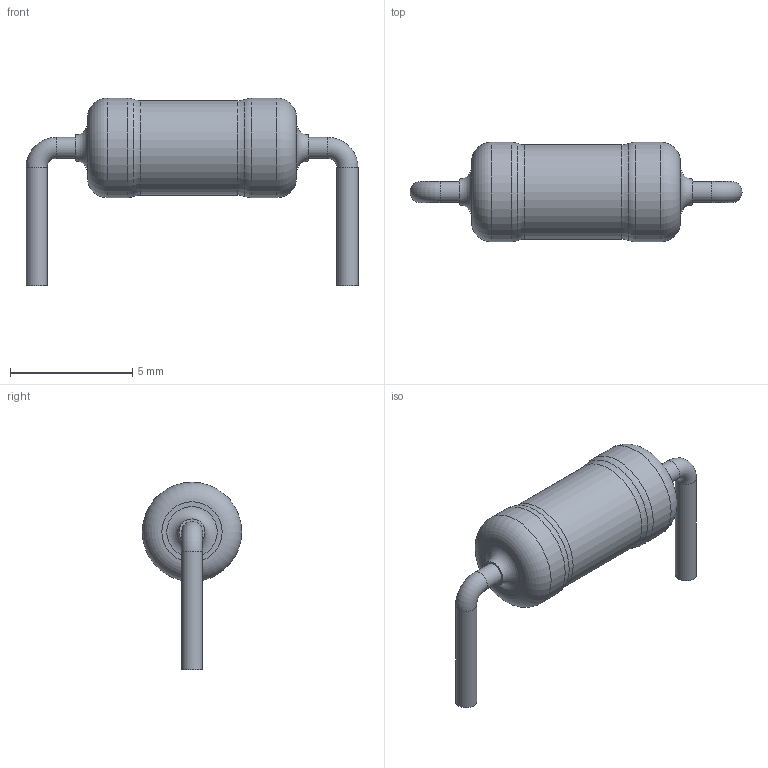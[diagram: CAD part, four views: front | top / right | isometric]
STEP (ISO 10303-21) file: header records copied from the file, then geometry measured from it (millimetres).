
FILE_DESCRIPTION(/* description */ (''),/* implementation_level */ '2;1');
FILE_NAME(/* name */ 'RES_VISHAY_CPF2.stp',/* time_stamp */ '2017-06-08T12:17:43+02:00',/* author */ ('jchouvet'),/* organization */ (''),/* preprocessor_version */ 'ST-DEVELOPER v16.1',/* originating_system */ 'AutoCAD Mechanical',/* authorisation */ '');
FILE_SCHEMA (('AUTOMOTIVE_DESIGN { 1 0 10303 214 3 1 1 }'));
Length unit declared in the file: millimetre
Products named in the file (1): Product
Bounding box: 13.56 x 4.06 x 7.66 mm (x, y, z)
Volume: 111.5 mm3; surface area: 167.1 mm2
Topology: 3 solids, 3 shells, 25 faces, 43 edges, 26 vertices
Faces by surface type: torus 10, plane 8, cylinder 7
Full cylindrical faces by diameter (mm): 0.86 x4, 3.86 x1, 4.06 x2
Entity records: 511 total; most frequent: DIRECTION 96, CARTESIAN_POINT 70, AXIS2_PLACEMENT_3D 48, EDGE_LOOP 44, ORIENTED_EDGE 44, FACE_OUTER_BOUND 25, ADVANCED_FACE 25, CIRCLE 22
